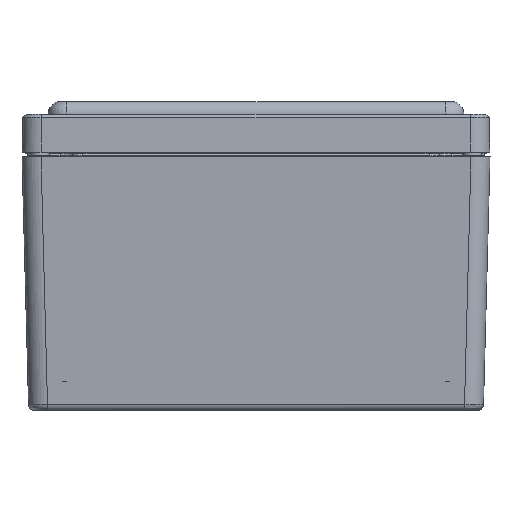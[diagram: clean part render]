
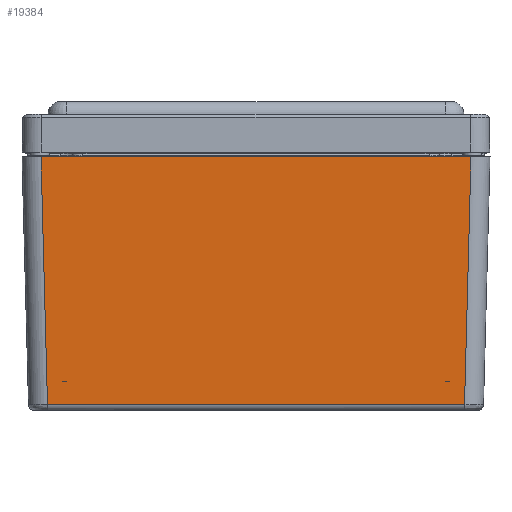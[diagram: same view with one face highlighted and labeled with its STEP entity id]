
A CAD part, front view. The second image highlights one B-rep face of the part: STEP entity #19384.
In plain terms, the highlighted planar face has unit normal (0, -1, -0.026).
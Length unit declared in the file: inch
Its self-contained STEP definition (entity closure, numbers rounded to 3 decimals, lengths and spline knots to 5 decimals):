
#2977 = ORIENTED_EDGE ( 'NONE', *, *, #50628, .T. ) ;
#3352 = DIRECTION ( 'NONE',  ( 0., -0.026, 1. ) ) ;
#5172 = VECTOR ( 'NONE', #52660, 39.37008 ) ;
#7703 = CARTESIAN_POINT ( 'NONE',  ( 4.48438, -5.48438, 0. ) ) ;
#9966 = ORIENTED_EDGE ( 'NONE', *, *, #46859, .T. ) ;
#10844 = LINE ( 'NONE', #15409, #46183 ) ;
#13034 = ORIENTED_EDGE ( 'NONE', *, *, #36752, .F. ) ;
#15409 = CARTESIAN_POINT ( 'NONE',  ( -4.24043, -5.6153, 5. ) ) ;
#15709 = CARTESIAN_POINT ( 'NONE',  ( 2.24219, -5.48756, 0.12173 ) ) ;
#15931 = VERTEX_POINT ( 'NONE', #31649 ) ;
#17444 = VERTEX_POINT ( 'NONE', #26948 ) ;
#17906 = LINE ( 'NONE', #19096, #5172 ) ;
#19096 = CARTESIAN_POINT ( 'NONE',  ( 4.48438, -5.6153, 5. ) ) ;
#19384 = ADVANCED_FACE ( 'NONE', ( #23198 ), #32032, .T. ) ;
#21951 = EDGE_LOOP ( 'NONE', ( #2977, #9966, #13034, #56717 ) ) ;
#23198 = FACE_OUTER_BOUND ( 'NONE', #21951, .T. ) ;
#25911 = VERTEX_POINT ( 'NONE', #61316 ) ;
#26802 = LINE ( 'NONE', #58475, #54512 ) ;
#26948 = CARTESIAN_POINT ( 'NONE',  ( 4.11269, -5.48756, 0.12173 ) ) ;
#31649 = CARTESIAN_POINT ( 'NONE',  ( 4.24043, -5.6153, 5. ) ) ;
#32032 = PLANE ( 'NONE',  #51262 ) ;
#33172 = EDGE_CURVE ( 'NONE', #15931, #17444, #26802, .T. ) ;
#34590 = DIRECTION ( 'NONE',  ( -1., 0., 0. ) ) ;
#36752 = EDGE_CURVE ( 'NONE', #17444, #25911, #45491, .T. ) ;
#44040 = DIRECTION ( 'NONE',  ( -0.026, 0.026, -0.999 ) ) ;
#45491 = LINE ( 'NONE', #15709, #47709 ) ;
#46183 = VECTOR ( 'NONE', #58584, 39.37008 ) ;
#46557 = DIRECTION ( 'NONE',  ( 0., -1., -0.026 ) ) ;
#46859 = EDGE_CURVE ( 'NONE', #61630, #25911, #10844, .T. ) ;
#47709 = VECTOR ( 'NONE', #34590, 39.37008 ) ;
#50628 = EDGE_CURVE ( 'NONE', #15931, #61630, #17906, .T. ) ;
#51262 = AXIS2_PLACEMENT_3D ( 'NONE', #7703, #46557, #3352 ) ;
#52660 = DIRECTION ( 'NONE',  ( -1., 0., 0. ) ) ;
#54512 = VECTOR ( 'NONE', #44040, 39.37008 ) ;
#56063 = CARTESIAN_POINT ( 'NONE',  ( -4.24043, -5.6153, 5. ) ) ;
#56717 = ORIENTED_EDGE ( 'NONE', *, *, #33172, .F. ) ;
#58475 = CARTESIAN_POINT ( 'NONE',  ( 4.106, -5.48088, -0.13361 ) ) ;
#58584 = DIRECTION ( 'NONE',  ( 0.026, 0.026, -0.999 ) ) ;
#61316 = CARTESIAN_POINT ( 'NONE',  ( -4.11269, -5.48756, 0.12173 ) ) ;
#61630 = VERTEX_POINT ( 'NONE', #56063 ) ;
